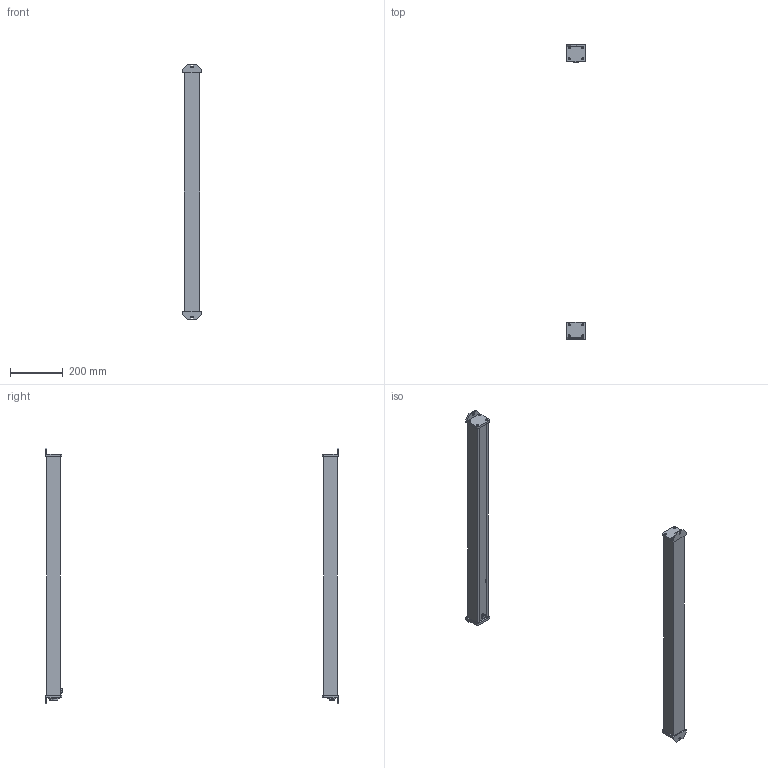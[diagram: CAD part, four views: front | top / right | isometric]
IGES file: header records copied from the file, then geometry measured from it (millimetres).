
Start section: START RECORD GO HERE.
Global section: file name: PS-903APED.igs; native system: IBM CATIA IGES - CATIA Version 5 Release 18 ; preprocessor: CATIA Version 5 Release 18 ; author: barry1; organization: barry1-PC; date: 20130529.115402; units: millimetre
Bounding box: 69 x 1115 x 969 mm (x, y, z)
Surface area: 771707.5 mm2 (no closed solid volume)
Topology: 0 solids, 0 shells, 537 faces, 2434 edges, 2434 vertices
Faces by surface type: revolution 322, plane 215
